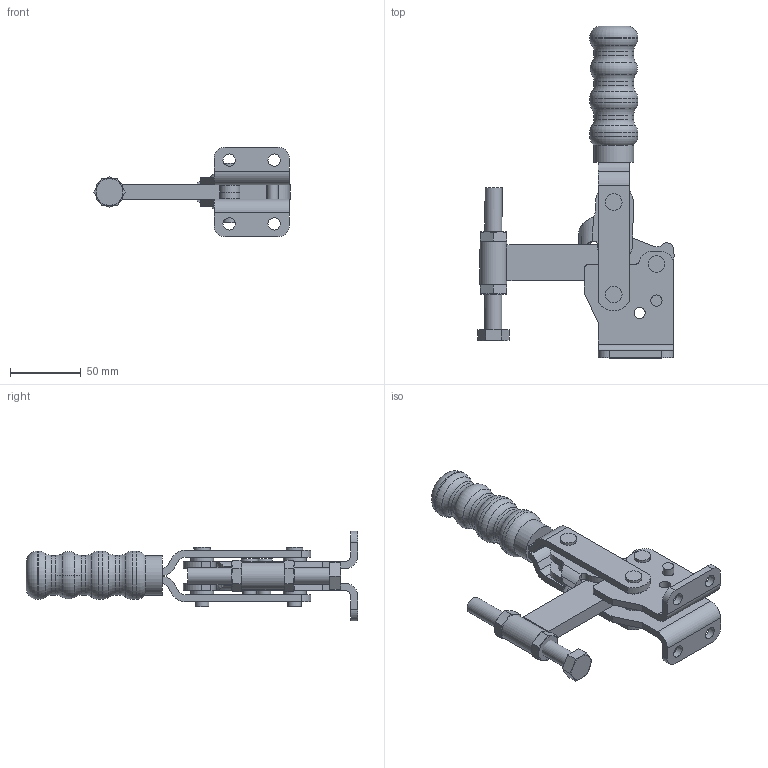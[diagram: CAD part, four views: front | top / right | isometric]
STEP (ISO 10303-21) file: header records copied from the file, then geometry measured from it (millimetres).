
FILE_DESCRIPTION(/* description */ ('Alibre Inc.'),/* implementation_level */ '2;1');
FILE_NAME(/* name */ 'export0',/* time_stamp */ '2012-02-17T11:30:27+01:00',/* author */ (''),/* organization */ (''),/* preprocessor_version */ 'ST-DEVELOPER v12',/* originating_system */ 'Alibre',/* authorisation */ '');
FILE_SCHEMA (('CONFIG_CONTROL_DESIGN'));
Length unit declared in the file: millimetre
Products named in the file (1): ID_1
Bounding box: 138.42 x 234.26 x 63.23 mm (x, y, z)
Volume: 221535.8 mm3; surface area: 101043.4 mm2
Topology: 23 solids, 23 shells, 283 faces, 653 edges, 422 vertices
Faces by surface type: plane 132, cylinder 111, cone 20, torus 16, bspline 4
Full cylindrical faces by diameter (mm): 7.9 x4, 7.93 x1, 8.73 x4, 9.475 x4, 9.575 x2, 9.6 x8, 9.625 x4, 10.2 x2, 11.75 x4, 12 x1, 12.2 x1, 14.15 x4, 14.28 x4, 14.3 x2, 14.47 x6, 16 x4, 19.05 x1, 28 x4, 34 x3
Entity records: 7380 total; most frequent: CARTESIAN_POINT 1444, ORIENTED_EDGE 1108, DIRECTION 1100, EDGE_CURVE 554, AXIS2_PLACEMENT_3D 504, EDGE_LOOP 432, FACE_BOUND 432, VERTEX_POINT 396
